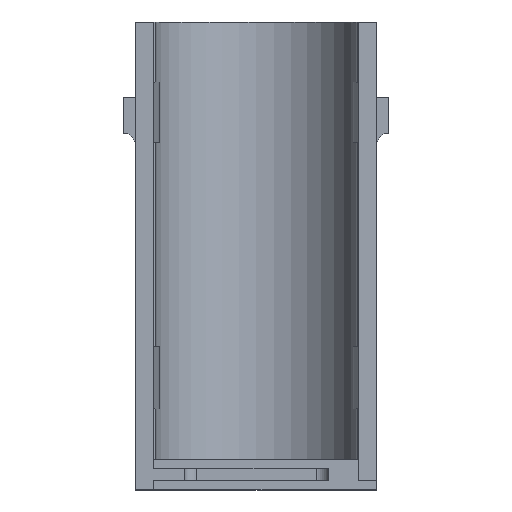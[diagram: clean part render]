
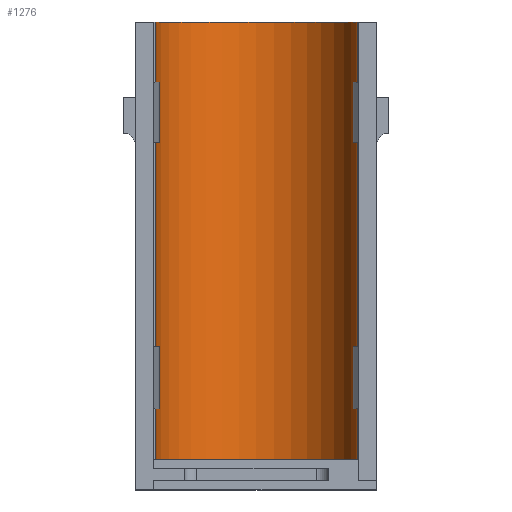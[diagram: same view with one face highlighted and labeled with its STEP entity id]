
A CAD part, left-side view. The second image highlights one B-rep face of the part: STEP entity #1276.
In plain terms, the highlighted cylindrical face has radius 8.4 mm (diameter 16.8 mm), a partial arc.
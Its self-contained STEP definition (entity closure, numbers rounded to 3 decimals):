
#26=CYLINDRICAL_SURFACE('',#1364,8.4);
#48=FACE_OUTER_BOUND('',#116,.T.);
#116=EDGE_LOOP('',(#914,#915,#916,#917,#918,#919,#920,#921,#922,#923,#924,
#925,#926,#927,#928,#929,#930,#931,#932,#933));
#175=CIRCLE('',#1361,8.4);
#176=CIRCLE('',#1365,8.4);
#177=CIRCLE('',#1366,8.4);
#178=CIRCLE('',#1367,8.4);
#179=CIRCLE('',#1368,8.4);
#180=CIRCLE('',#1369,8.4);
#181=CIRCLE('',#1370,8.4);
#182=CIRCLE('',#1371,8.4);
#183=CIRCLE('',#1372,8.4);
#184=CIRCLE('',#1373,8.4);
#251=LINE('',#1907,#407);
#253=LINE('',#1911,#409);
#254=LINE('',#1915,#410);
#255=LINE('',#1919,#411);
#256=LINE('',#1923,#412);
#257=LINE('',#1927,#413);
#258=LINE('',#1931,#414);
#259=LINE('',#1935,#415);
#260=LINE('',#1939,#416);
#261=LINE('',#1943,#417);
#407=VECTOR('',#1535,10.);
#409=VECTOR('',#1539,10.);
#410=VECTOR('',#1542,10.);
#411=VECTOR('',#1545,10.);
#412=VECTOR('',#1548,10.);
#413=VECTOR('',#1551,10.);
#414=VECTOR('',#1554,10.);
#415=VECTOR('',#1557,10.);
#416=VECTOR('',#1560,10.);
#417=VECTOR('',#1563,10.);
#541=VERTEX_POINT('',#1870);
#542=VERTEX_POINT('',#1871);
#557=VERTEX_POINT('',#1906);
#558=VERTEX_POINT('',#1910);
#559=VERTEX_POINT('',#1912);
#560=VERTEX_POINT('',#1914);
#561=VERTEX_POINT('',#1916);
#562=VERTEX_POINT('',#1918);
#563=VERTEX_POINT('',#1920);
#564=VERTEX_POINT('',#1922);
#565=VERTEX_POINT('',#1924);
#566=VERTEX_POINT('',#1926);
#567=VERTEX_POINT('',#1928);
#568=VERTEX_POINT('',#1930);
#569=VERTEX_POINT('',#1932);
#570=VERTEX_POINT('',#1934);
#571=VERTEX_POINT('',#1936);
#572=VERTEX_POINT('',#1938);
#573=VERTEX_POINT('',#1940);
#574=VERTEX_POINT('',#1942);
#677=EDGE_CURVE('',#541,#542,#175,.T.);
#695=EDGE_CURVE('',#557,#541,#251,.T.);
#697=EDGE_CURVE('',#558,#542,#253,.T.);
#698=EDGE_CURVE('',#558,#559,#176,.F.);
#699=EDGE_CURVE('',#560,#559,#254,.T.);
#700=EDGE_CURVE('',#561,#560,#177,.T.);
#701=EDGE_CURVE('',#562,#561,#255,.T.);
#702=EDGE_CURVE('',#563,#562,#178,.T.);
#703=EDGE_CURVE('',#564,#563,#256,.T.);
#704=EDGE_CURVE('',#565,#564,#179,.T.);
#705=EDGE_CURVE('',#566,#565,#257,.T.);
#706=EDGE_CURVE('',#567,#566,#180,.T.);
#707=EDGE_CURVE('',#567,#568,#258,.T.);
#708=EDGE_CURVE('',#569,#568,#181,.T.);
#709=EDGE_CURVE('',#570,#569,#259,.T.);
#710=EDGE_CURVE('',#571,#570,#182,.T.);
#711=EDGE_CURVE('',#571,#572,#260,.T.);
#712=EDGE_CURVE('',#573,#572,#183,.T.);
#713=EDGE_CURVE('',#574,#573,#261,.T.);
#714=EDGE_CURVE('',#574,#557,#184,.F.);
#914=ORIENTED_EDGE('',*,*,#677,.T.);
#915=ORIENTED_EDGE('',*,*,#697,.F.);
#916=ORIENTED_EDGE('',*,*,#698,.T.);
#917=ORIENTED_EDGE('',*,*,#699,.F.);
#918=ORIENTED_EDGE('',*,*,#700,.F.);
#919=ORIENTED_EDGE('',*,*,#701,.F.);
#920=ORIENTED_EDGE('',*,*,#702,.F.);
#921=ORIENTED_EDGE('',*,*,#703,.F.);
#922=ORIENTED_EDGE('',*,*,#704,.F.);
#923=ORIENTED_EDGE('',*,*,#705,.F.);
#924=ORIENTED_EDGE('',*,*,#706,.F.);
#925=ORIENTED_EDGE('',*,*,#707,.T.);
#926=ORIENTED_EDGE('',*,*,#708,.F.);
#927=ORIENTED_EDGE('',*,*,#709,.F.);
#928=ORIENTED_EDGE('',*,*,#710,.F.);
#929=ORIENTED_EDGE('',*,*,#711,.T.);
#930=ORIENTED_EDGE('',*,*,#712,.F.);
#931=ORIENTED_EDGE('',*,*,#713,.F.);
#932=ORIENTED_EDGE('',*,*,#714,.T.);
#933=ORIENTED_EDGE('',*,*,#695,.T.);
#1276=ADVANCED_FACE('',(#48),#26,.F.);
#1361=AXIS2_PLACEMENT_3D('',#1872,#1512,#1513);
#1364=AXIS2_PLACEMENT_3D('',#1909,#1537,#1538);
#1365=AXIS2_PLACEMENT_3D('',#1913,#1540,#1541);
#1366=AXIS2_PLACEMENT_3D('',#1917,#1543,#1544);
#1367=AXIS2_PLACEMENT_3D('',#1921,#1546,#1547);
#1368=AXIS2_PLACEMENT_3D('',#1925,#1549,#1550);
#1369=AXIS2_PLACEMENT_3D('',#1929,#1552,#1553);
#1370=AXIS2_PLACEMENT_3D('',#1933,#1555,#1556);
#1371=AXIS2_PLACEMENT_3D('',#1937,#1558,#1559);
#1372=AXIS2_PLACEMENT_3D('',#1941,#1561,#1562);
#1373=AXIS2_PLACEMENT_3D('',#1944,#1564,#1565);
#1512=DIRECTION('center_axis',(0.,0.,
-1.));
#1513=DIRECTION('ref_axis',(1.,0.,0.));
#1535=DIRECTION('',(0.,0.,-1.));
#1537=DIRECTION('center_axis',(0.,0.,-1.));
#1538=DIRECTION('ref_axis',(1.,0.,0.));
#1539=DIRECTION('',(0.,0.,-1.));
#1540=DIRECTION('center_axis',(0.,0.,
1.));
#1541=DIRECTION('ref_axis',(1.,0.,0.));
#1542=DIRECTION('',(0.,0.,-1.));
#1543=DIRECTION('center_axis',(0.,0.,-1.));
#1544=DIRECTION('ref_axis',(1.,0.,0.));
#1545=DIRECTION('',(0.,0.,-1.));
#1546=DIRECTION('center_axis',(0.,0.,1.));
#1547=DIRECTION('ref_axis',(1.,0.,0.));
#1548=DIRECTION('',(0.,0.,-1.));
#1549=DIRECTION('center_axis',(0.,0.,-1.));
#1550=DIRECTION('ref_axis',(1.,0.,0.));
#1551=DIRECTION('',(0.,0.,-1.));
#1552=DIRECTION('center_axis',(0.,0.,-1.));
#1553=DIRECTION('ref_axis',(1.,0.,0.));
#1554=DIRECTION('',(0.,0.,-1.));
#1555=DIRECTION('center_axis',(0.,0.,-1.));
#1556=DIRECTION('ref_axis',(1.,0.,0.));
#1557=DIRECTION('',(0.,0.,1.));
#1558=DIRECTION('center_axis',(0.,0.,1.));
#1559=DIRECTION('ref_axis',(1.,0.,0.));
#1560=DIRECTION('',(0.,0.,-1.));
#1561=DIRECTION('center_axis',(0.,0.,-1.));
#1562=DIRECTION('ref_axis',(1.,0.,0.));
#1563=DIRECTION('',(0.,0.,1.));
#1564=DIRECTION('center_axis',(0.,0.,
1.));
#1565=DIRECTION('ref_axis',(1.,0.,0.));
#1870=CARTESIAN_POINT('',(-14.314,8.398,-38.432));
#1871=CARTESIAN_POINT('',(-14.314,-8.402,-38.432));
#1872=CARTESIAN_POINT('Origin',(-14.314,-0.002,
-38.432));
#1906=CARTESIAN_POINT('',(-14.314,8.398,-34.182));
#1907=CARTESIAN_POINT('',(-14.314,8.398,-2.));
#1909=CARTESIAN_POINT('Origin',(-14.314,-0.002,
-2.));
#1910=CARTESIAN_POINT('',(-14.314,-8.402,-34.182));
#1911=CARTESIAN_POINT('',(-14.314,-8.402,-2.));
#1912=CARTESIAN_POINT('',(-16.073,-8.216,-34.182));
#1913=CARTESIAN_POINT('Origin',(-14.314,-0.002,
-34.182));
#1914=CARTESIAN_POINT('',(-16.073,-8.216,-29.));
#1915=CARTESIAN_POINT('',(-16.073,-8.216,-2.));
#1916=CARTESIAN_POINT('',(-14.314,-8.402,-29.));
#1917=CARTESIAN_POINT('Origin',(-14.314,-0.002,
-29.));
#1918=CARTESIAN_POINT('',(-14.314,-8.402,-12.));
#1919=CARTESIAN_POINT('',(-14.314,-8.402,-2.));
#1920=CARTESIAN_POINT('',(-16.073,-8.216,-12.));
#1921=CARTESIAN_POINT('Origin',(-14.314,-0.002,
-12.));
#1922=CARTESIAN_POINT('',(-16.073,-8.216,-7.));
#1923=CARTESIAN_POINT('',(-16.073,-8.216,-2.));
#1924=CARTESIAN_POINT('',(-14.314,-8.402,-7.));
#1925=CARTESIAN_POINT('Origin',(-14.314,-0.002,
-7.));
#1926=CARTESIAN_POINT('',(-14.314,-8.402,-2.));
#1927=CARTESIAN_POINT('',(-14.314,-8.402,-2.));
#1928=CARTESIAN_POINT('',(-14.314,8.398,-2.));
#1929=CARTESIAN_POINT('Origin',(-14.314,-0.002,
-2.));
#1930=CARTESIAN_POINT('',(-14.314,8.398,-7.));
#1931=CARTESIAN_POINT('',(-14.314,8.398,-2.));
#1932=CARTESIAN_POINT('',(-16.046,8.217,-7.));
#1933=CARTESIAN_POINT('Origin',(-14.314,-0.002,
-7.));
#1934=CARTESIAN_POINT('',(-16.046,8.217,-12.));
#1935=CARTESIAN_POINT('',(-16.046,8.217,-2.));
#1936=CARTESIAN_POINT('',(-14.314,8.398,-12.));
#1937=CARTESIAN_POINT('Origin',(-14.314,-0.002,
-12.));
#1938=CARTESIAN_POINT('',(-14.314,8.398,-29.));
#1939=CARTESIAN_POINT('',(-14.314,8.398,-2.));
#1940=CARTESIAN_POINT('',(-16.046,8.217,-29.));
#1941=CARTESIAN_POINT('Origin',(-14.314,-0.002,
-29.));
#1942=CARTESIAN_POINT('',(-16.046,8.217,-34.182));
#1943=CARTESIAN_POINT('',(-16.046,8.217,-2.));
#1944=CARTESIAN_POINT('Origin',(-14.314,-0.002,
-34.182));
